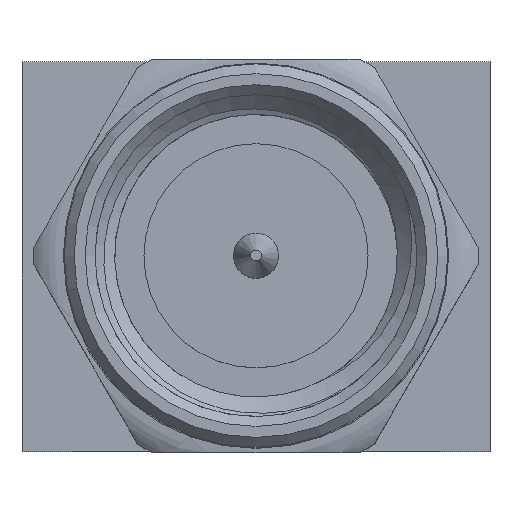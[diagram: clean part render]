
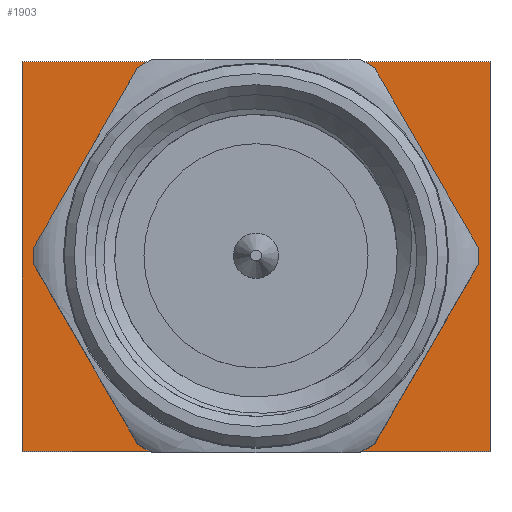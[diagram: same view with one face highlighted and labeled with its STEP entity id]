
A CAD part, top view. The second image highlights one B-rep face of the part: STEP entity #1903.
In plain terms, the highlighted planar face has unit normal (0, 0, 1).
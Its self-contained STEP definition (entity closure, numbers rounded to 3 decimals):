
#72=LINE('',#2537,#162);
#73=LINE('',#2540,#163);
#74=LINE('',#2542,#164);
#75=LINE('',#2544,#165);
#162=VECTOR('',#2172,1000.);
#163=VECTOR('',#2173,1000.);
#164=VECTOR('',#2174,1000.);
#165=VECTOR('',#2175,1000.);
#254=PLANE('',#2002);
#330=ORIENTED_EDGE('',*,*,#668,.T.);
#331=ORIENTED_EDGE('',*,*,#669,.F.);
#332=ORIENTED_EDGE('',*,*,#670,.F.);
#333=ORIENTED_EDGE('',*,*,#671,.F.);
#334=ORIENTED_EDGE('',*,*,#672,.F.);
#668=EDGE_CURVE('',#838,#838,#952,.T.);
#669=EDGE_CURVE('',#839,#840,#72,.T.);
#670=EDGE_CURVE('',#841,#839,#73,.T.);
#671=EDGE_CURVE('',#842,#841,#74,.T.);
#672=EDGE_CURVE('',#840,#842,#75,.T.);
#838=VERTEX_POINT('',#2536);
#839=VERTEX_POINT('',#2538);
#840=VERTEX_POINT('',#2539);
#841=VERTEX_POINT('',#2541);
#842=VERTEX_POINT('',#2543);
#952=CIRCLE('',#2003,3.41);
#1010=EDGE_LOOP('',(#330));
#1011=EDGE_LOOP('',(#331,#332,#333,#334));
#1140=FACE_BOUND('',#1010,.T.);
#1141=FACE_BOUND('',#1011,.T.);
#1903=ADVANCED_FACE('',(#1140,#1141),#254,.F.);
#2002=AXIS2_PLACEMENT_3D('',#2534,#2168,#2169);
#2003=AXIS2_PLACEMENT_3D('',#2535,#2170,#2171);
#2168=DIRECTION('',(0.,0.,-1.));
#2169=DIRECTION('',(-1.,0.,0.));
#2170=DIRECTION('',(0.,0.,-1.));
#2171=DIRECTION('',(-1.,0.,0.));
#2172=DIRECTION('',(0.,-1.,0.));
#2173=DIRECTION('',(1.,0.,0.));
#2174=DIRECTION('',(0.,1.,0.));
#2175=DIRECTION('',(-1.,0.,0.));
#2534=CARTESIAN_POINT('',(0.,0.,0.));
#2535=CARTESIAN_POINT('',(0.,0.,0.));
#2536=CARTESIAN_POINT('',(-3.41,0.,0.));
#2537=CARTESIAN_POINT('',(4.76,3.96,0.));
#2538=CARTESIAN_POINT('',(4.76,3.96,0.));
#2539=CARTESIAN_POINT('',(4.76,-3.96,0.));
#2540=CARTESIAN_POINT('',(-4.76,3.96,0.));
#2541=CARTESIAN_POINT('',(-4.76,3.96,0.));
#2542=CARTESIAN_POINT('',(-4.76,-3.96,0.));
#2543=CARTESIAN_POINT('',(-4.76,-3.96,0.));
#2544=CARTESIAN_POINT('',(4.76,-3.96,0.));
